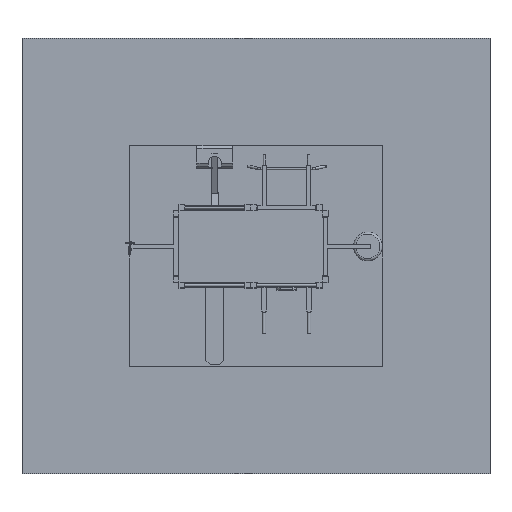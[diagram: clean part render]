
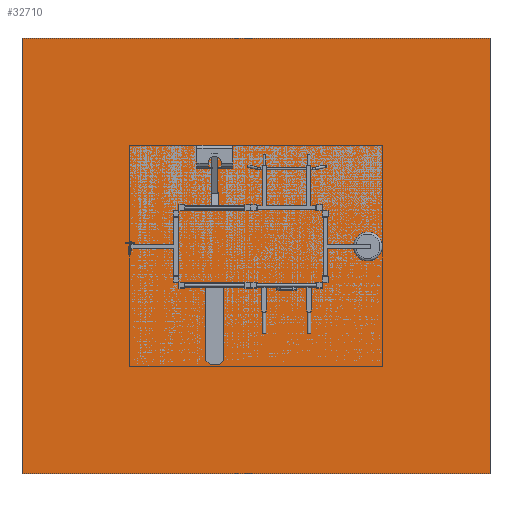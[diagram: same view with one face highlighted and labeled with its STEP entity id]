
A CAD part, top view. The second image highlights one B-rep face of the part: STEP entity #32710.
In plain terms, the highlighted planar face has unit normal (0, 0, 1).
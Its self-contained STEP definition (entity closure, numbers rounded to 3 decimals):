
#1822=PLANE('',#37426);
#3875=FACE_OUTER_BOUND('',#6004,.T.);
#6004=EDGE_LOOP('',(#29970,#29971,#29972,#29973));
#7472=LINE('',#150335,#8954);
#7475=LINE('',#150341,#8957);
#7478=LINE('',#150347,#8960);
#7481=LINE('',#150351,#8963);
#8954=VECTOR('',#47850,10.);
#8957=VECTOR('',#47855,10.);
#8960=VECTOR('',#47860,10.);
#8963=VECTOR('',#47865,10.);
#15285=VERTEX_POINT('',#150332);
#15286=VERTEX_POINT('',#150334);
#15288=VERTEX_POINT('',#150340);
#15290=VERTEX_POINT('',#150346);
#20178=EDGE_CURVE('',#15286,#15285,#7472,.T.);
#20181=EDGE_CURVE('',#15288,#15286,#7475,.T.);
#20184=EDGE_CURVE('',#15290,#15288,#7478,.T.);
#20187=EDGE_CURVE('',#15285,#15290,#7481,.T.);
#29970=ORIENTED_EDGE('',*,*,#20187,.T.);
#29971=ORIENTED_EDGE('',*,*,#20184,.T.);
#29972=ORIENTED_EDGE('',*,*,#20181,.T.);
#29973=ORIENTED_EDGE('',*,*,#20178,.T.);
#32710=ADVANCED_FACE('',(#3875),#1822,.T.);
#37426=AXIS2_PLACEMENT_3D('',#150352,#47866,#47867);
#47850=DIRECTION('',(1.,0.,0.));
#47855=DIRECTION('',(0.,-1.,0.));
#47860=DIRECTION('',(-1.,0.,0.));
#47865=DIRECTION('',(0.,1.,0.));
#47866=DIRECTION('center_axis',(0.,0.,1.));
#47867=DIRECTION('ref_axis',(1.,0.,0.));
#150332=CARTESIAN_POINT('',(3340.,-3191.,0.));
#150334=CARTESIAN_POINT('',(-3190.,-3191.,0.));
#150335=CARTESIAN_POINT('',(-3475.,-3191.,0.));
#150340=CARTESIAN_POINT('',(-3190.,2891.,0.));
#150341=CARTESIAN_POINT('',(-3190.,3500.,0.));
#150346=CARTESIAN_POINT('',(3340.,2891.,0.));
#150347=CARTESIAN_POINT('',(3525.,2891.,0.));
#150351=CARTESIAN_POINT('',(3340.,-3500.,0.));
#150352=CARTESIAN_POINT('Origin',(25.,0.,0.));
